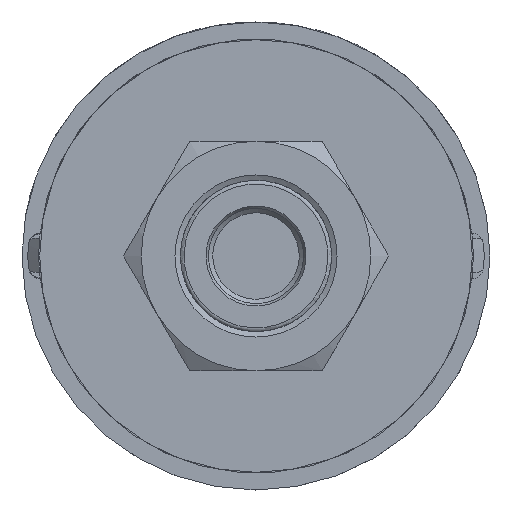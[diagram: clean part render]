
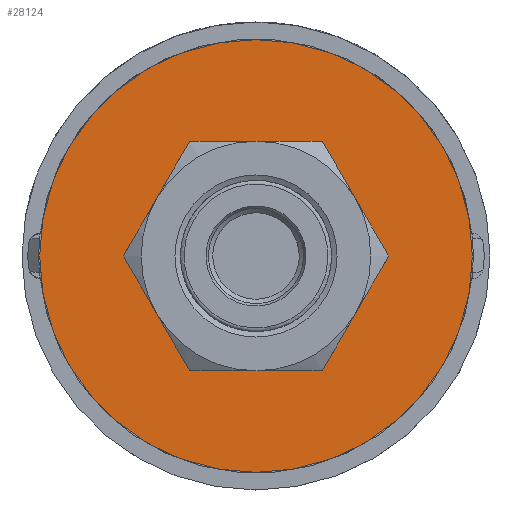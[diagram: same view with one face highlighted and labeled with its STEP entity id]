
A CAD part, front view. The second image highlights one B-rep face of the part: STEP entity #28124.
In plain terms, the highlighted planar face has unit normal (0, -1, 0).
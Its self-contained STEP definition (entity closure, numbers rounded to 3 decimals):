
#28082=CARTESIAN_POINT('',(36.555,86.568,-20.428));
#28083=VERTEX_POINT('',#28082);
#28084=CARTESIAN_POINT('',(36.555,86.568,-26.828));
#28085=DIRECTION('',(0.0,1.0,0.0));
#28086=DIRECTION('',(0.0,0.0,1.0));
#28087=AXIS2_PLACEMENT_3D('',#28084,#28085,#28086);
#28088=CIRCLE('',#28087,6.4);
#28089=EDGE_CURVE('',#28083,#28083,#28088,.T.);
#28105=CARTESIAN_POINT('',(36.555,86.568,-10.915));
#28106=DIRECTION('',(0.0,-1.0,0.0));
#28107=DIRECTION('',(-1.0,0.0,0.0));
#28108=AXIS2_PLACEMENT_3D('',#28105,#28106,#28107);
#28109=PLANE('',#28108);
#28110=CARTESIAN_POINT('',(36.555,86.568,-1.403));
#28111=VERTEX_POINT('',#28110);
#28112=CARTESIAN_POINT('',(36.555,86.568,-26.828));
#28113=DIRECTION('',(0.0,1.0,0.0));
#28114=DIRECTION('',(0.0,0.0,1.0));
#28115=AXIS2_PLACEMENT_3D('',#28112,#28113,#28114);
#28116=CIRCLE('',#28115,25.425);
#28117=EDGE_CURVE('',#28111,#28111,#28116,.T.);
#28118=ORIENTED_EDGE('',*,*,#28117,.F.);
#28119=EDGE_LOOP('',(#28118));
#28120=FACE_OUTER_BOUND('',#28119,.T.);
#28121=ORIENTED_EDGE('',*,*,#28089,.T.);
#28122=EDGE_LOOP('',(#28121));
#28123=FACE_BOUND('',#28122,.T.);
#28124=ADVANCED_FACE('',(#28120,#28123),#28109,.T.);
